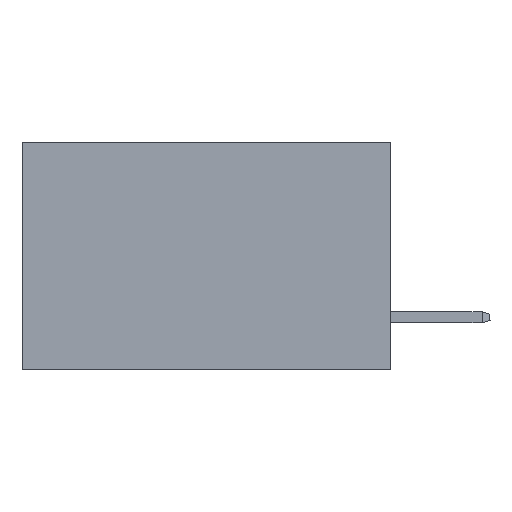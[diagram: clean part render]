
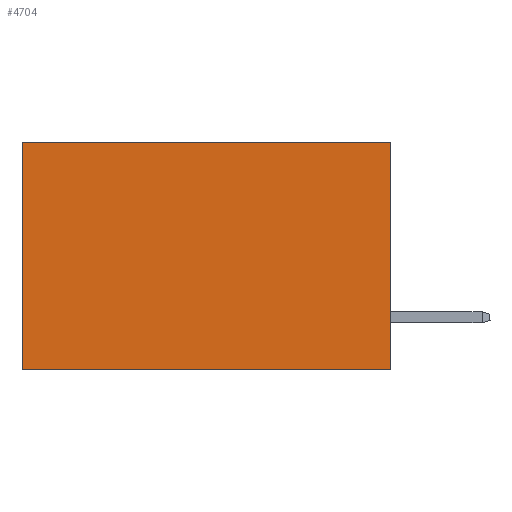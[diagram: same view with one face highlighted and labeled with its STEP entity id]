
A CAD part, left-side view. The second image highlights one B-rep face of the part: STEP entity #4704.
In plain terms, the highlighted planar face has unit normal (-1, 0, 0).
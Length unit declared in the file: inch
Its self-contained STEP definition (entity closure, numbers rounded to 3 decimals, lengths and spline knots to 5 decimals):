
#300 = CARTESIAN_POINT ( 'NONE',  ( 0.2875, 0., 0. ) ) ;
#512 = CARTESIAN_POINT ( 'NONE',  ( 0.2875, 0., 0. ) ) ;
#667 = LINE ( 'NONE', #6067, #8478 ) ;
#958 = CARTESIAN_POINT ( 'NONE',  ( 0.2875, 0., 0. ) ) ;
#1155 = CARTESIAN_POINT ( 'NONE',  ( 0.2875, 0.6, 0. ) ) ;
#1666 = AXIS2_PLACEMENT_3D ( 'NONE', #300, #7202, #5599 ) ;
#1761 = LINE ( 'NONE', #958, #6964 ) ;
#1889 = VERTEX_POINT ( 'NONE', #1155 ) ;
#2085 = EDGE_CURVE ( 'NONE', #8042, #1889, #667, .T. ) ;
#2194 = ORIENTED_EDGE ( 'NONE', *, *, #2085, .T. ) ;
#2445 = EDGE_CURVE ( 'NONE', #1889, #8445, #4329, .T. ) ;
#2520 = ORIENTED_EDGE ( 'NONE', *, *, #2445, .T. ) ;
#3075 = CARTESIAN_POINT ( 'NONE',  ( 0.2875, 0.6, 0. ) ) ;
#3542 = CARTESIAN_POINT ( 'NONE',  ( 0.2875, 0., -0.37 ) ) ;
#4088 = VECTOR ( 'NONE', #7714, 39.37008 ) ;
#4329 = LINE ( 'NONE', #3075, #4088 ) ;
#4671 = DIRECTION ( 'NONE',  ( 0., 1., 0. ) ) ;
#4704 = ADVANCED_FACE ( 'NONE', ( #6170 ), #8663, .F. ) ;
#5007 = VECTOR ( 'NONE', #6646, 39.37008 ) ;
#5599 = DIRECTION ( 'NONE',  ( 0., 0., -1. ) ) ;
#5609 = EDGE_CURVE ( 'NONE', #8042, #7448, #1761, .T. ) ;
#5842 = ORIENTED_EDGE ( 'NONE', *, *, #9456, .F. ) ;
#5946 = EDGE_LOOP ( 'NONE', ( #2520, #5842, #9273, #2194 ) ) ;
#6067 = CARTESIAN_POINT ( 'NONE',  ( 0.2875, 0., 0. ) ) ;
#6170 = FACE_OUTER_BOUND ( 'NONE', #5946, .T. ) ;
#6293 = DIRECTION ( 'NONE',  ( 0., 0., -1. ) ) ;
#6646 = DIRECTION ( 'NONE',  ( 0., 1., 0. ) ) ;
#6964 = VECTOR ( 'NONE', #6293, 39.37008 ) ;
#7202 = DIRECTION ( 'NONE',  ( 1., 0., 0. ) ) ;
#7448 = VERTEX_POINT ( 'NONE', #3542 ) ;
#7714 = DIRECTION ( 'NONE',  ( 0., 0., -1. ) ) ;
#8042 = VERTEX_POINT ( 'NONE', #512 ) ;
#8198 = LINE ( 'NONE', #9626, #5007 ) ;
#8445 = VERTEX_POINT ( 'NONE', #8924 ) ;
#8478 = VECTOR ( 'NONE', #4671, 39.37008 ) ;
#8663 = PLANE ( 'NONE',  #1666 ) ;
#8924 = CARTESIAN_POINT ( 'NONE',  ( 0.2875, 0.6, -0.37 ) ) ;
#9273 = ORIENTED_EDGE ( 'NONE', *, *, #5609, .F. ) ;
#9456 = EDGE_CURVE ( 'NONE', #7448, #8445, #8198, .T. ) ;
#9626 = CARTESIAN_POINT ( 'NONE',  ( 0.2875, 0., -0.37 ) ) ;
